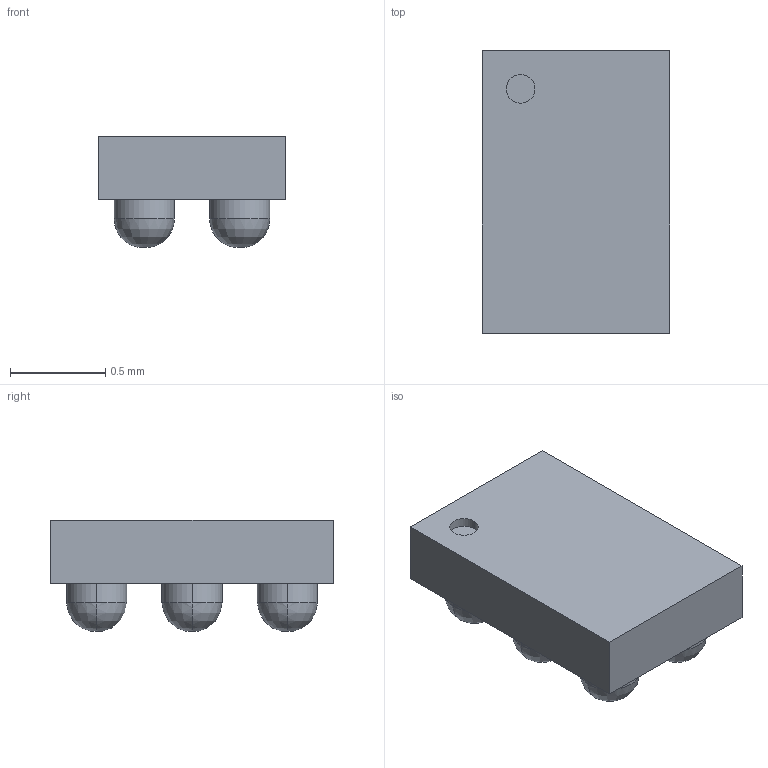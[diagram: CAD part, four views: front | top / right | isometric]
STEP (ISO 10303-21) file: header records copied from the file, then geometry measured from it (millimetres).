
FILE_DESCRIPTION(('FreeCAD Model'),'2;1');
FILE_NAME('WLCSP-6.step', '2020-02-25T22:47:16',('kicad StepUp'),('ksu MCAD'), 'Open CASCADE STEP processor 7.3','FreeCAD','Unknown');
FILE_SCHEMA(('AUTOMOTIVE_DESIGN { 1 0 10303 214 1 1 1 1 }'));
Length unit declared in the file: millimetre
Products named in the file (1): WLCSP-6
Bounding box: 0.98 x 1.48 x 0.58 mm (x, y, z)
Volume: 0.6 mm3; surface area: 5.6 mm2
Topology: 1 solids, 1 shells, 39 faces, 78 edges, 48 vertices
Faces by surface type: cylinder 14, plane 13, revolution 12
Entity records: 1398 total; most frequent: CARTESIAN_POINT 250, DIRECTION 198, ORIENTED_EDGE 156, AXIS2_PLACEMENT_3D 80, EDGE_CURVE 78, CIRCLE 52, VERTEX_POINT 48, FACE_BOUND 46
